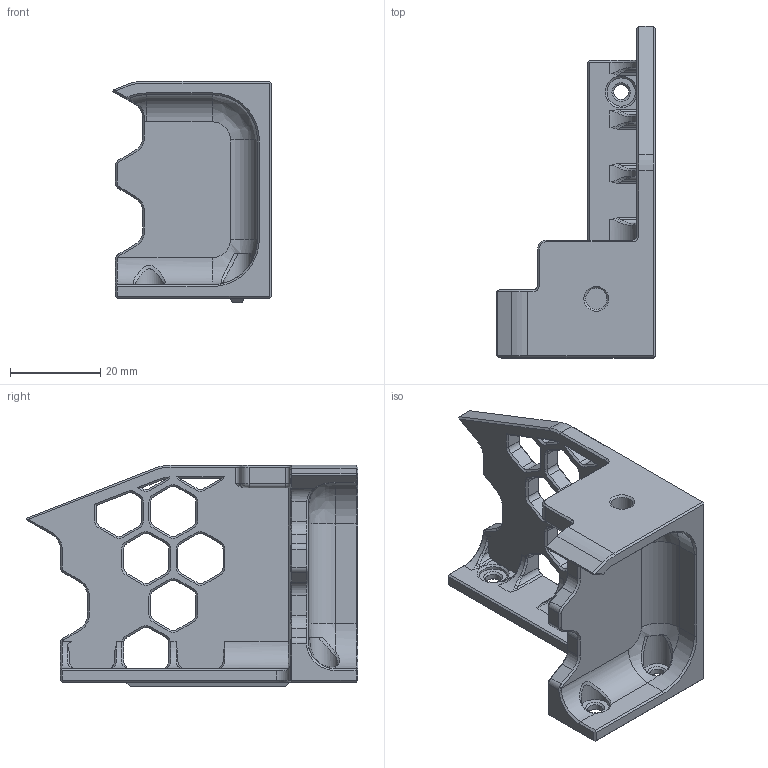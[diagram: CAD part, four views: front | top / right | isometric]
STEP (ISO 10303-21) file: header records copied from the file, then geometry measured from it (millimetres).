
FILE_DESCRIPTION(/* description */ (''),/* implementation_level */ '2;1');
FILE_NAME(/* name */ 'Back Left Skirt Corner MMU Mirrored.step',/* time_stamp */ '2024-02-28T09:44:07Z',/* author */ (''),/* organization */ (''),/* preprocessor_version */ 'ST-DEVELOPER v20',/* originating_system */ 'Autodesk Translation Framework v12.20.1.177',/* authorisation */ '');
FILE_SCHEMA (('AUTOMOTIVE_DESIGN { 1 0 10303 214 3 1 1 }'));
Length unit declared in the file: millimetre
Products named in the file (3): Back Left Skirt Corner MMU Mirrored; Primary (1) (1); Accent (1) (1)
Assembly tree (2 placements, depth 2):
  Back Left Skirt Corner MMU Mirrored
    Primary (1) (1)
    Accent (1) (1)
Bounding box: 34.96 x 73.35 x 49 mm (x, y, z)
Volume: 20624.4 mm3; surface area: 13337.9 mm2
Topology: 8 solids, 8 shells, 686 faces, 1714 edges, 1052 vertices
Faces by surface type: plane 336, cone 202, cylinder 82, bspline 64, torus 2
Full cylindrical faces by diameter (mm): 3.3 x3, 4.7 x1, 6.25 x3
Entity records: 21613 total; most frequent: CARTESIAN_POINT 5381, ORIENTED_EDGE 3428, DIRECTION 3245, EDGE_CURVE 1714, LINE 1115, VECTOR 1115, AXIS2_PLACEMENT_3D 1065, VERTEX_POINT 1052
